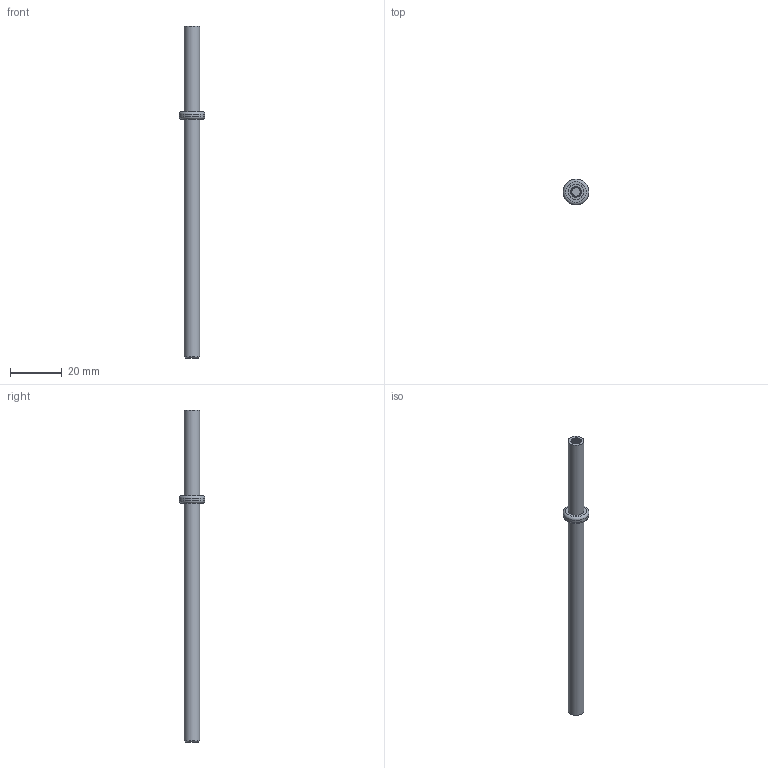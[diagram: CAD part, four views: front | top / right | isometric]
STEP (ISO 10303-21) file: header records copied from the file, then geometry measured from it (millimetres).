
FILE_DESCRIPTION(/* description */ (''),/* implementation_level */ '2;1');
FILE_NAME(/* name */ 'Axle Main.step',/* time_stamp */ '2019-01-07T08:34:46+01:00',/* author */ (''),/* organization */ (''),/* preprocessor_version */ 'ST-DEVELOPER v17.2',/* originating_system */ 'Autodesk Translation Framework v7.6.0.251',/* authorisation */ '');
FILE_SCHEMA (('AUTOMOTIVE_DESIGN { 1 0 10303 214 3 1 1 }'));
Length unit declared in the file: millimetre
Products named in the file (1): axis
Bounding box: 10 x 10 x 128 mm (x, y, z)
Volume: 3706.4 mm3; surface area: 2690.2 mm2
Topology: 1 solids, 1 shells, 33 faces, 77 edges, 49 vertices
Faces by surface type: cylinder 23, plane 5, torus 2, bspline 2, cone 1
Full cylindrical faces by diameter (mm): 3.332 x8, 4.109 x9, 6 x2, 10 x1
Entity records: 2148 total; most frequent: CARTESIAN_POINT 1425, ORIENTED_EDGE 154, DIRECTION 120, EDGE_CURVE 77, VERTEX_POINT 49, AXIS2_PLACEMENT_3D 49, B_SPLINE_CURVE_WITH_KNOTS 38, EDGE_LOOP 36
